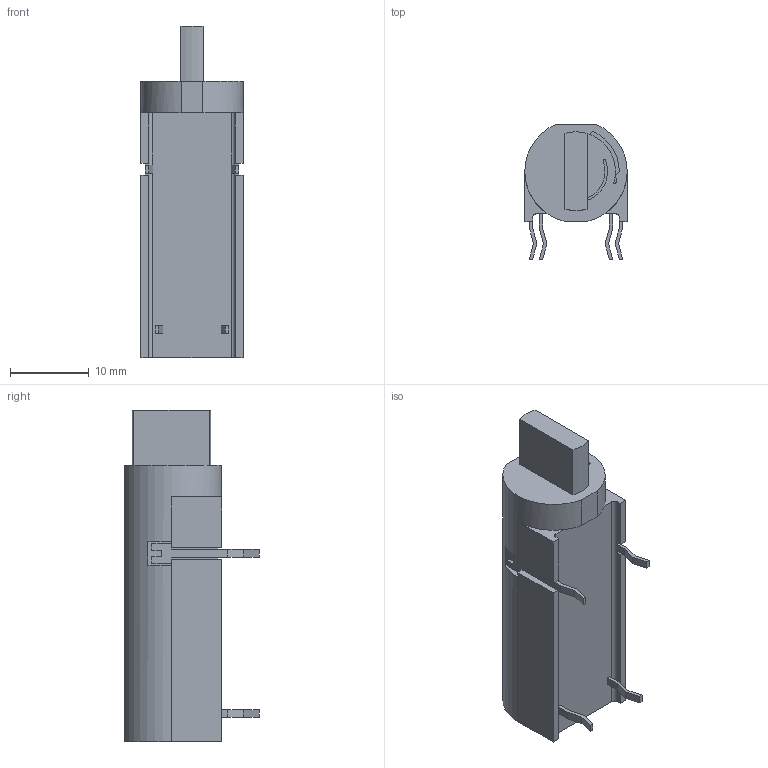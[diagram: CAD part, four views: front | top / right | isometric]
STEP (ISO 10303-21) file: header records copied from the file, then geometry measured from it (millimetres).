
FILE_DESCRIPTION((''),'1');
FILE_NAME('2','2001-05-15T',('jlue'),(''),'PRO/ENGINEER BY PARAMETRIC TECHNOLOGY CORPORATION, 9846','PRO/ENGINEER BY PARAMETRIC TECHNOLOGY CORPORATION, 9846','');
FILE_SCHEMA(('CONFIG_CONTROL_DESIGN'));
Length unit declared in the file: millimetre
Products named in the file (1): 2
Bounding box: 13 x 17.1 x 42.1 mm (x, y, z)
Surface area: 2243.5 mm2 (no closed solid volume)
Topology: 0 solids, 0 shells, 116 faces, 624 edges, 624 vertices
Faces by surface type: plane 102, cylinder 14
Entity records: 3130 total; most frequent: COMPOSITE_CURVE_SEGMENT 624, DIRECTION 598, CARTESIAN_POINT 434, TRIMMED_CURVE 318, VECTOR 270, LINE 270, AXIS2_PLACEMENT_3D 164, CURVE_BOUNDED_SURFACE 116
